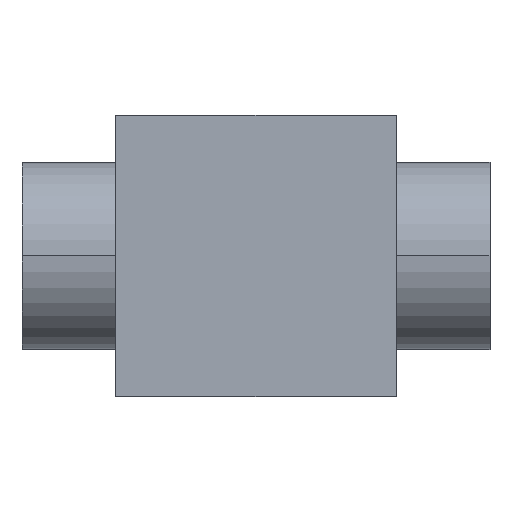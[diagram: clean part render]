
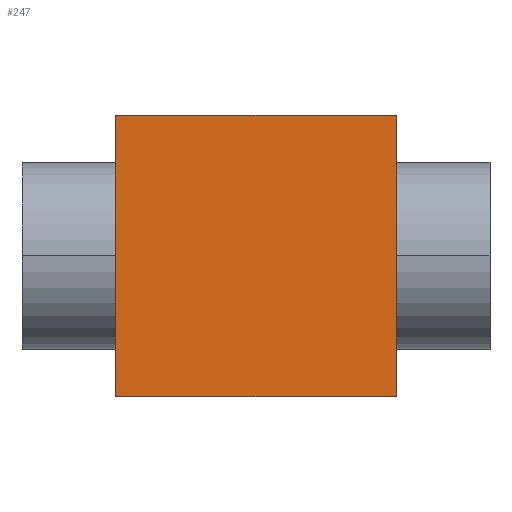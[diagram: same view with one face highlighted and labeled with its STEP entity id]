
A CAD part, top view. The second image highlights one B-rep face of the part: STEP entity #247.
In plain terms, the highlighted planar face has unit normal (0, 0, 1).
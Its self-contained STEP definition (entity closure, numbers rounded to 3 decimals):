
#9 = LINE ( 'NONE', #152, #339 ) ;
#21 = CARTESIAN_POINT ( 'NONE',  ( 15., 15., 0. ) ) ;
#25 = VERTEX_POINT ( 'NONE', #100 ) ;
#46 = VECTOR ( 'NONE', #139, 1000. ) ;
#59 = DIRECTION ( 'NONE',  ( -1., 0., 0. ) ) ;
#65 = ORIENTED_EDGE ( 'NONE', *, *, #399, .F. ) ;
#90 = VERTEX_POINT ( 'NONE', #130 ) ;
#93 = CARTESIAN_POINT ( 'NONE',  ( 15., 15., 0. ) ) ;
#100 = CARTESIAN_POINT ( 'NONE',  ( 15., 0., 0. ) ) ;
#116 = VECTOR ( 'NONE', #155, 1000. ) ;
#130 = CARTESIAN_POINT ( 'NONE',  ( 15., 15., 0. ) ) ;
#134 = CARTESIAN_POINT ( 'NONE',  ( 0., 15., 0. ) ) ;
#139 = DIRECTION ( 'NONE',  ( 0., -1., 0. ) ) ;
#152 = CARTESIAN_POINT ( 'NONE',  ( 15., 0., 0. ) ) ;
#155 = DIRECTION ( 'NONE',  ( 0., -1., 0. ) ) ;
#180 = EDGE_CURVE ( 'NONE', #231, #195, #387, .T. ) ;
#195 = VERTEX_POINT ( 'NONE', #218 ) ;
#218 = CARTESIAN_POINT ( 'NONE',  ( 0., 0., 0. ) ) ;
#224 = EDGE_CURVE ( 'NONE', #25, #195, #9, .T. ) ;
#231 = VERTEX_POINT ( 'NONE', #134 ) ;
#247 = ADVANCED_FACE ( 'NONE', ( #453 ), #263, .F. ) ;
#259 = EDGE_LOOP ( 'NONE', ( #427, #278, #65, #405 ) ) ;
#263 = PLANE ( 'NONE',  #404 ) ;
#266 = DIRECTION ( 'NONE',  ( -1., 0., 0. ) ) ;
#278 = ORIENTED_EDGE ( 'NONE', *, *, #224, .F. ) ;
#313 = EDGE_CURVE ( 'NONE', #90, #231, #398, .T. ) ;
#339 = VECTOR ( 'NONE', #390, 1000. ) ;
#358 = CARTESIAN_POINT ( 'NONE',  ( 0., 15., 0. ) ) ;
#368 = DIRECTION ( 'NONE',  ( 0., 0., -1. ) ) ;
#369 = CARTESIAN_POINT ( 'NONE',  ( 15., 15., 0. ) ) ;
#378 = LINE ( 'NONE', #21, #46 ) ;
#387 = LINE ( 'NONE', #358, #116 ) ;
#390 = DIRECTION ( 'NONE',  ( -1., 0., 0. ) ) ;
#398 = LINE ( 'NONE', #93, #410 ) ;
#399 = EDGE_CURVE ( 'NONE', #90, #25, #378, .T. ) ;
#404 = AXIS2_PLACEMENT_3D ( 'NONE', #369, #368, #59 ) ;
#405 = ORIENTED_EDGE ( 'NONE', *, *, #313, .T. ) ;
#410 = VECTOR ( 'NONE', #266, 1000. ) ;
#427 = ORIENTED_EDGE ( 'NONE', *, *, #180, .T. ) ;
#453 = FACE_OUTER_BOUND ( 'NONE', #259, .T. ) ;
